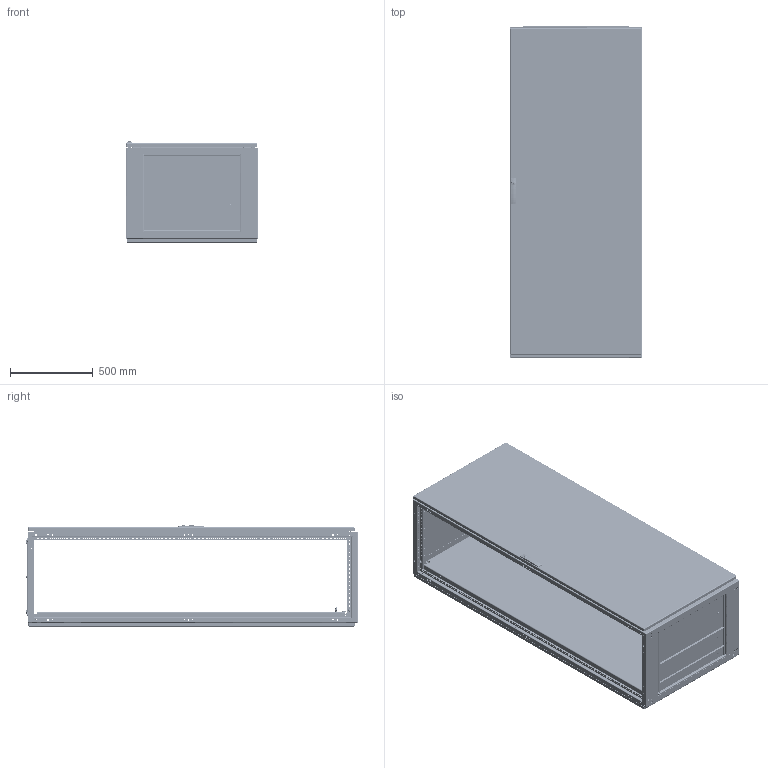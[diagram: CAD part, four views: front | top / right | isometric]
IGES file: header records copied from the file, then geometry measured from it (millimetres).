
Start section: SolidWorks IGES file using analytic representation for surfaces
Global section: file name: RS-826.igs; native system: SolidWorks 2007; preprocessor: SolidWorks 2007; author: Homeyer; date: 090930.081232; units: millimetre
Bounding box: 800 x 2009 x 612.94 mm (x, y, z)
Surface area: 16626361.9 mm2 (no closed solid volume)
Topology: 0 solids, 0 shells, 12595 faces, 154915 edges, 154761 vertices
Faces by surface type: bspline 8066, revolution 4529
